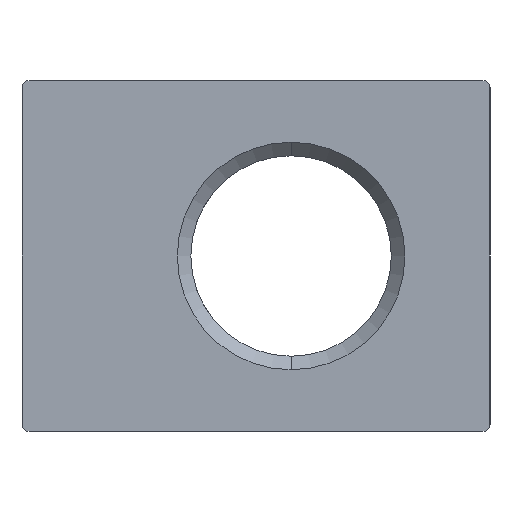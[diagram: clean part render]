
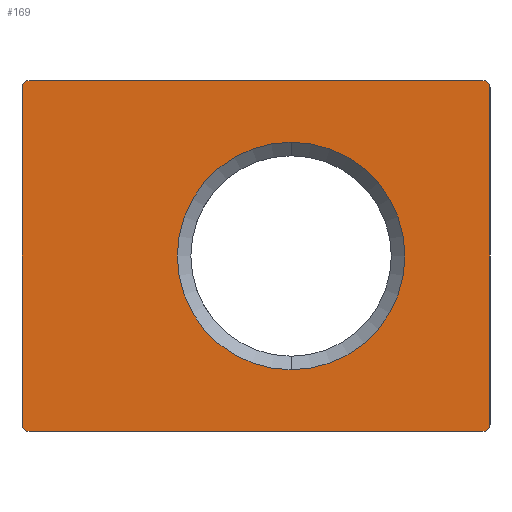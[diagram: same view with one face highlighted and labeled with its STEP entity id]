
A CAD part, left-side view. The second image highlights one B-rep face of the part: STEP entity #169.
In plain terms, the highlighted planar face has unit normal (-1, 0, 0).
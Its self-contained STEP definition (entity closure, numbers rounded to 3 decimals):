
#169=ADVANCED_FACE('',(#352,#353),#354,.T.);
#352=FACE_OUTER_BOUND('',#542,.T.);
#353=FACE_BOUND('',#543,.T.);
#354=PLANE('',#544);
#542=EDGE_LOOP('',(#1028,#1029,#1030,#1031,#1032,#1033,#1034,#1035));
#543=EDGE_LOOP('',(#1036,#1037,#1038));
#544=AXIS2_PLACEMENT_3D('',#1039,#1040,#1041);
#1028=ORIENTED_EDGE('',*,*,#1330,.T.);
#1029=ORIENTED_EDGE('',*,*,#1217,.T.);
#1030=ORIENTED_EDGE('',*,*,#1289,.T.);
#1031=ORIENTED_EDGE('',*,*,#1419,.T.);
#1032=ORIENTED_EDGE('',*,*,#1414,.T.);
#1033=ORIENTED_EDGE('',*,*,#1253,.F.);
#1034=ORIENTED_EDGE('',*,*,#1287,.T.);
#1035=ORIENTED_EDGE('',*,*,#1340,.F.);
#1036=ORIENTED_EDGE('',*,*,#1268,.T.);
#1037=ORIENTED_EDGE('',*,*,#1302,.T.);
#1038=ORIENTED_EDGE('',*,*,#1269,.T.);
#1039=CARTESIAN_POINT('',(-47.5,20.0,-7.5));
#1040=DIRECTION('',(-1.0,0.0,0.0));
#1041=DIRECTION('',(0.0,0.0,1.0));
#1217=EDGE_CURVE('',#1478,#1476,#1479,.T.);
#1253=EDGE_CURVE('',#1540,#1542,#1543,.T.);
#1268=EDGE_CURVE('',#1568,#1566,#1569,.T.);
#1269=EDGE_CURVE('',#1562,#1568,#1570,.T.);
#1287=EDGE_CURVE('',#1540,#1597,#1599,.T.);
#1289=EDGE_CURVE('',#1476,#1601,#1602,.T.);
#1302=EDGE_CURVE('',#1566,#1562,#1619,.T.);
#1330=EDGE_CURVE('',#1659,#1478,#1660,.T.);
#1340=EDGE_CURVE('',#1659,#1597,#1676,.T.);
#1414=EDGE_CURVE('',#1779,#1542,#1780,.T.);
#1419=EDGE_CURVE('',#1601,#1779,#1785,.T.);
#1476=VERTEX_POINT('',#1884);
#1478=VERTEX_POINT('',#1887);
#1479=LINE('',#1888,#1889);
#1540=VERTEX_POINT('',#2048);
#1542=VERTEX_POINT('',#2051);
#1543=LINE('',#2052,#2053);
#1562=VERTEX_POINT('',#2076);
#1566=VERTEX_POINT('',#2081);
#1568=VERTEX_POINT('',#2084);
#1569=CIRCLE('',#2085,4.864);
#1570=CIRCLE('',#2086,4.864);
#1597=VERTEX_POINT('',#2118);
#1599=CIRCLE('',#2121,0.3);
#1601=VERTEX_POINT('',#2123);
#1602=CIRCLE('',#2124,0.3);
#1619=CIRCLE('',#2180,4.864);
#1659=VERTEX_POINT('',#2229);
#1660=CIRCLE('',#2230,0.3);
#1676=LINE('',#2249,#2250);
#1779=VERTEX_POINT('',#2406);
#1780=CIRCLE('',#2407,0.3);
#1785=LINE('',#2413,#2414);
#1884=CARTESIAN_POINT('',(-47.5,0.3,-7.5));
#1887=CARTESIAN_POINT('',(-47.5,19.7,-7.5));
#1888=CARTESIAN_POINT('',(-47.5,19.7,-7.5));
#1889=VECTOR('',#2523,19.4);
#2048=CARTESIAN_POINT('',(-47.5,19.7,7.5));
#2051=CARTESIAN_POINT('',(-47.5,0.3,7.5));
#2052=CARTESIAN_POINT('',(-47.5,19.7,7.5));
#2053=VECTOR('',#2577,19.4);
#2076=CARTESIAN_POINT('',(-47.5,8.5,-4.864));
#2081=CARTESIAN_POINT('',(-47.5,8.5,4.864));
#2084=CARTESIAN_POINT('',(-47.5,13.364,0.0));
#2085=AXIS2_PLACEMENT_3D('',#2605,#2606,#2607);
#2086=AXIS2_PLACEMENT_3D('',#2608,#2609,#2610);
#2118=CARTESIAN_POINT('',(-47.5,20.0,7.2));
#2121=AXIS2_PLACEMENT_3D('',#2638,#2639,#2640);
#2123=CARTESIAN_POINT('',(-47.5,0.0,-7.2));
#2124=AXIS2_PLACEMENT_3D('',#2641,#2642,#2643);
#2180=AXIS2_PLACEMENT_3D('',#2659,#2660,#2661);
#2229=CARTESIAN_POINT('',(-47.5,20.0,-7.2));
#2230=AXIS2_PLACEMENT_3D('',#2707,#2708,#2709);
#2249=CARTESIAN_POINT('',(-47.5,20.0,-7.2));
#2250=VECTOR('',#2725,14.4);
#2406=CARTESIAN_POINT('',(-47.5,0.0,7.2));
#2407=AXIS2_PLACEMENT_3D('',#2848,#2849,#2850);
#2413=CARTESIAN_POINT('',(-47.5,0.0,-7.2));
#2414=VECTOR('',#2855,14.4);
#2523=DIRECTION('',(0.0,-1.0,0.0));
#2577=DIRECTION('',(0.0,-1.0,0.0));
#2605=CARTESIAN_POINT('',(-47.5,8.5,0.0));
#2606=DIRECTION('',(1.0,0.0,0.0));
#2607=DIRECTION('',(0.0,0.0,-1.0));
#2608=CARTESIAN_POINT('',(-47.5,8.5,0.0));
#2609=DIRECTION('',(1.0,0.0,0.0));
#2610=DIRECTION('',(0.0,0.0,-1.0));
#2638=CARTESIAN_POINT('',(-47.5,19.7,7.2));
#2639=DIRECTION('',(-1.0,0.0,0.0));
#2640=DIRECTION('',(0.0,0.0,1.0));
#2641=CARTESIAN_POINT('',(-47.5,0.3,-7.2));
#2642=DIRECTION('',(-1.0,0.0,0.0));
#2643=DIRECTION('',(0.0,0.0,-1.0));
#2659=CARTESIAN_POINT('',(-47.5,8.5,0.0));
#2660=DIRECTION('',(1.0,0.0,0.0));
#2661=DIRECTION('',(0.0,0.0,-1.0));
#2707=CARTESIAN_POINT('',(-47.5,19.7,-7.2));
#2708=DIRECTION('',(-1.0,0.0,0.0));
#2709=DIRECTION('',(0.0,1.0,0.));
#2725=DIRECTION('',(0.0,0.0,1.0));
#2848=CARTESIAN_POINT('',(-47.5,0.3,7.2));
#2849=DIRECTION('',(-1.0,0.0,0.0));
#2850=DIRECTION('',(0.0,-1.0,0.0));
#2855=DIRECTION('',(0.0,0.0,1.0));
